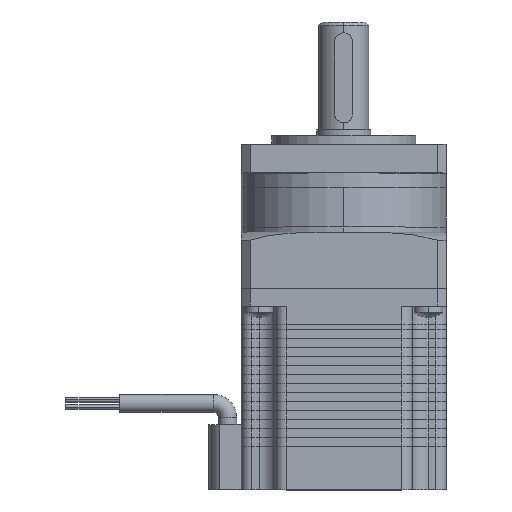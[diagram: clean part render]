
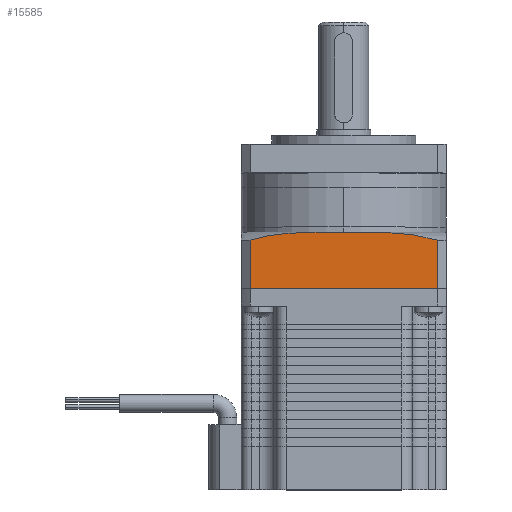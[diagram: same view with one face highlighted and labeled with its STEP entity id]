
A CAD part, top view. The second image highlights one B-rep face of the part: STEP entity #15585.
In plain terms, the highlighted face is planar.
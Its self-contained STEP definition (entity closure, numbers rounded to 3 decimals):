
#621 = CARTESIAN_POINT ( 'NONE',  ( -26., 0., -28.5 ) ) ;
#1957 = ORIENTED_EDGE ( 'NONE', *, *, #24143, .T. ) ;
#2329 = EDGE_CURVE ( 'NONE', #7299, #31047, #24644, .T. ) ;
#2900 = VERTEX_POINT ( 'NONE', #39056 ) ;
#4932 = CARTESIAN_POINT ( 'NONE',  ( 8.828, 0.006, -28.5 ) ) ;
#5358 = CARTESIAN_POINT ( 'NONE',  ( 12.29, 0.081, -28.5 ) ) ;
#5558 = VERTEX_POINT ( 'NONE', #11362 ) ;
#6868 = DIRECTION ( 'NONE',  ( 0., 0., 1. ) ) ;
#7299 = VERTEX_POINT ( 'NONE', #19726 ) ;
#7430 = VECTOR ( 'NONE', #17478, 1000. ) ;
#8162 = CARTESIAN_POINT ( 'NONE',  ( -26., 0., -28.5 ) ) ;
#8734 = EDGE_CURVE ( 'NONE', #31047, #39659, #30426, .T. ) ;
#9189 = EDGE_LOOP ( 'NONE', ( #1957, #14651, #17303, #29538, #35714, #20636, #19027 ) ) ;
#9830 = CARTESIAN_POINT ( 'NONE',  ( -22.623, 1.223, -28.5 ) ) ;
#11000 = CARTESIAN_POINT ( 'NONE',  ( 21.754, 1.07, -28.5 ) ) ;
#11362 = CARTESIAN_POINT ( 'NONE',  ( 26., 15.5, -28.5 ) ) ;
#11482 = LINE ( 'NONE', #24699, #35189 ) ;
#11646 = CARTESIAN_POINT ( 'NONE',  ( 19.186, 0.62, -28.5 ) ) ;
#12442 = CARTESIAN_POINT ( 'NONE',  ( -17.491, 0.423, -28.5 ) ) ;
#12527 = CARTESIAN_POINT ( 'NONE',  ( -26., 15.5, -28.5 ) ) ;
#14651 = ORIENTED_EDGE ( 'NONE', *, *, #2329, .T. ) ;
#15585 = ADVANCED_FACE ( 'NONE', ( #16621 ), #23339, .F. ) ;
#15709 = CARTESIAN_POINT ( 'NONE',  ( -7.101, 0., -28.5 ) ) ;
#16621 = FACE_OUTER_BOUND ( 'NONE', #9189, .T. ) ;
#16835 = DIRECTION ( 'NONE',  ( 1., 0., 0. ) ) ;
#17303 = ORIENTED_EDGE ( 'NONE', *, *, #8734, .T. ) ;
#17478 = DIRECTION ( 'NONE',  ( 0., -1., 0. ) ) ;
#17925 = DIRECTION ( 'NONE',  ( -1., 0., 0. ) ) ;
#18012 = EDGE_CURVE ( 'NONE', #18997, #39659, #11482, .T. ) ;
#18573 = CARTESIAN_POINT ( 'NONE',  ( 26., 2.16, -28.5 ) ) ;
#18997 = VERTEX_POINT ( 'NONE', #30152 ) ;
#19027 = ORIENTED_EDGE ( 'NONE', *, *, #38164, .T. ) ;
#19164 = CARTESIAN_POINT ( 'NONE',  ( -14.042, 0.152, -28.5 ) ) ;
#19580 = CARTESIAN_POINT ( 'NONE',  ( -8.84, 0.006, -28.5 ) ) ;
#19726 = CARTESIAN_POINT ( 'NONE',  ( 0., 0., -28.5 ) ) ;
#20636 = ORIENTED_EDGE ( 'NONE', *, *, #21279, .T. ) ;
#20978 = CARTESIAN_POINT ( 'NONE',  ( -5.362, 0., -28.5 ) ) ;
#21279 = EDGE_CURVE ( 'NONE', #5558, #28518, #41362, .T. ) ;
#21825 = CARTESIAN_POINT ( 'NONE',  ( 24.313, 1.656, -28.5 ) ) ;
#22700 = VECTOR ( 'NONE', #17925, 1000. ) ;
#23339 = PLANE ( 'NONE',  #28763 ) ;
#24143 = EDGE_CURVE ( 'NONE', #2900, #7299, #32940, .T. ) ;
#24644 = LINE ( 'NONE', #8162, #22700 ) ;
#24699 = CARTESIAN_POINT ( 'NONE',  ( -26., 15.5, -28.5 ) ) ;
#24812 = VECTOR ( 'NONE', #25750, 1000. ) ;
#25750 = DIRECTION ( 'NONE',  ( -1., 0., 0. ) ) ;
#26089 = CARTESIAN_POINT ( 'NONE',  ( -24.319, 1.622, -28.5 ) ) ;
#26407 = CARTESIAN_POINT ( 'NONE',  ( -26., 2.16, -28.5 ) ) ;
#27474 = CARTESIAN_POINT ( 'NONE',  ( 7.095, 0., -28.5 ) ) ;
#27684 = CARTESIAN_POINT ( 'NONE',  ( 14.018, 0.151, -28.5 ) ) ;
#28118 = CARTESIAN_POINT ( 'NONE',  ( 22.609, 1.245, -28.5 ) ) ;
#28518 = VERTEX_POINT ( 'NONE', #30846 ) ;
#28763 = AXIS2_PLACEMENT_3D ( 'NONE', #36582, #6868, #16835 ) ;
#29133 = CARTESIAN_POINT ( 'NONE',  ( -12.31, 0.082, -28.5 ) ) ;
#29538 = ORIENTED_EDGE ( 'NONE', *, *, #18012, .F. ) ;
#30152 = CARTESIAN_POINT ( 'NONE',  ( -26., 15.5, -28.5 ) ) ;
#30426 = B_SPLINE_CURVE_WITH_KNOTS ( 'NONE', 3,
 ( #35652, #15709, #19580, #29133, #19164, #12442, #38913, #9830, #26089, #39344 ),
 .UNSPECIFIED., .F., .F.,
 ( 4, 2, 2, 2, 4 ),
 ( 0.005, 0.011, 0.016, 0.021, 0.026 ),
 .UNSPECIFIED. ) ;
#30846 = CARTESIAN_POINT ( 'NONE',  ( 26., 2.16, -28.5 ) ) ;
#31047 = VERTEX_POINT ( 'NONE', #20978 ) ;
#32940 = LINE ( 'NONE', #621, #34087 ) ;
#33514 = EDGE_CURVE ( 'NONE', #5558, #18997, #42268, .T. ) ;
#34087 = VECTOR ( 'NONE', #40311, 1000. ) ;
#34188 = CARTESIAN_POINT ( 'NONE',  ( 26., 15.5, -28.5 ) ) ;
#34427 = CARTESIAN_POINT ( 'NONE',  ( 25.165, 1.893, -28.5 ) ) ;
#34652 = CARTESIAN_POINT ( 'NONE',  ( 17.466, 0.42, -28.5 ) ) ;
#35189 = VECTOR ( 'NONE', #38587, 1000. ) ;
#35652 = CARTESIAN_POINT ( 'NONE',  ( -5.362, 0., -28.5 ) ) ;
#35714 = ORIENTED_EDGE ( 'NONE', *, *, #33514, .F. ) ;
#36582 = CARTESIAN_POINT ( 'NONE',  ( -26., 15.5, -28.5 ) ) ;
#38164 = EDGE_CURVE ( 'NONE', #28518, #2900, #42713, .T. ) ;
#38328 = CARTESIAN_POINT ( 'NONE',  ( 5.362, 0., -28.5 ) ) ;
#38587 = DIRECTION ( 'NONE',  ( 0., -1., 0. ) ) ;
#38913 = CARTESIAN_POINT ( 'NONE',  ( -19.209, 0.623, -28.5 ) ) ;
#39056 = CARTESIAN_POINT ( 'NONE',  ( 5.362, 0., -28.5 ) ) ;
#39344 = CARTESIAN_POINT ( 'NONE',  ( -26., 2.16, -28.5 ) ) ;
#39659 = VERTEX_POINT ( 'NONE', #26407 ) ;
#40311 = DIRECTION ( 'NONE',  ( -1., 0., 0. ) ) ;
#41362 = LINE ( 'NONE', #34188, #7430 ) ;
#42268 = LINE ( 'NONE', #12527, #24812 ) ;
#42713 = B_SPLINE_CURVE_WITH_KNOTS ( 'NONE', 3,
 ( #18573, #34427, #21825, #28118, #11000, #11646, #34652, #27684, #5358, #4932, #27474, #38328 ),
 .UNSPECIFIED., .F., .F.,
 ( 4, 2, 2, 2, 2, 4 ),
 ( 0.185, 0.188, 0.19, 0.195, 0.2, 0.205 ),
 .UNSPECIFIED. ) ;
